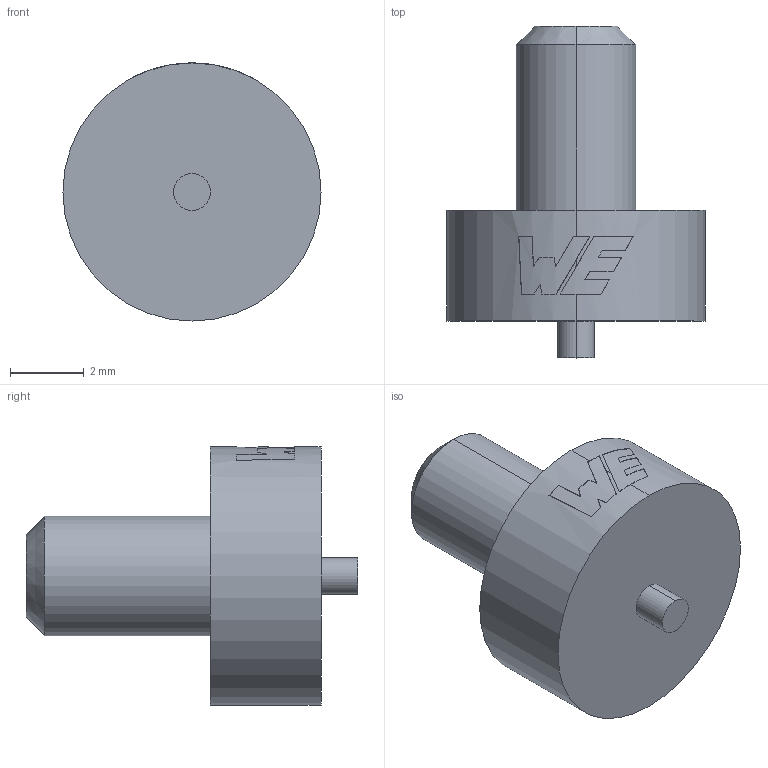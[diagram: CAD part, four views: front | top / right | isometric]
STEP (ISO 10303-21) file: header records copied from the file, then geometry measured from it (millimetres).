
FILE_DESCRIPTION (( 'STEP AP203' ), '1' );
FILE_NAME ('LF991003-B01.STEP', '2021-09-10T12:31:55', ( '' ), ( '' ), 'SwSTEP 2.0', 'SolidWorks 2018', '' );
FILE_SCHEMA (( 'CONFIG_CONTROL_DESIGN' ));
Length unit declared in the file: millimetre
Products named in the file (1): LF991003-B01
Bounding box: 7 x 9 x 7 mm (x, y, z)
Volume: 156.1 mm3; surface area: 193.7 mm2
Topology: 1 solids, 1 shells, 39 faces, 103 edges, 68 vertices
Faces by surface type: plane 15, bspline 14, cylinder 8, cone 2
Entity records: 1379 total; most frequent: CARTESIAN_POINT 446, ORIENTED_EDGE 206, DIRECTION 138, EDGE_CURVE 103, VERTEX_POINT 68, AXIS2_PLACEMENT_3D 64, B_SPLINE_CURVE_WITH_KNOTS 55, EDGE_LOOP 41
